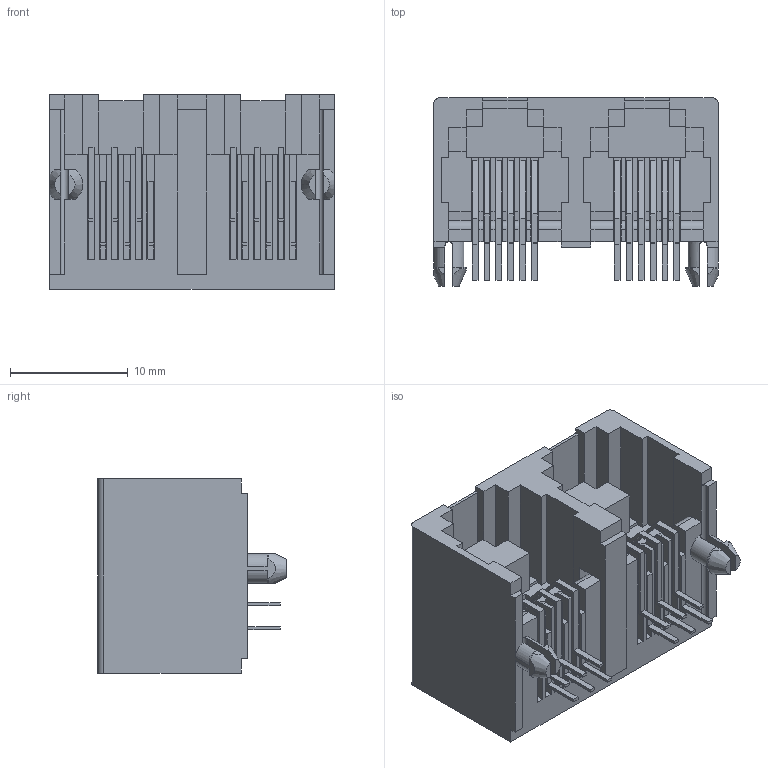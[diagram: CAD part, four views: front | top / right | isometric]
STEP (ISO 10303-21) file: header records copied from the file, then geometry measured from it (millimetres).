
FILE_DESCRIPTION((''),'2;1');
FILE_NAME('438146621','2019-02-28T',('gga'),(''),'PRO/ENGINEER BY PARAMETRIC TECHNOLOGY CORPORATION, 2016010','PRO/ENGINEER BY PARAMETRIC TECHNOLOGY CORPORATION, 2016010','');
FILE_SCHEMA(('CONFIG_CONTROL_DESIGN'));
Length unit declared in the file: inch
Products named in the file (1): 438146621
Bounding box: 24.13 x 16 x 16.51 mm (x, y, z)
Volume: 2947.1 mm3; surface area: 4019.6 mm2
Topology: 1 solids, 1 shells, 386 faces, 1136 edges, 772 vertices
Faces by surface type: plane 353, cylinder 29, cone 4
Entity records: 12699 total; most frequent: CARTESIAN_POINT 2361, ORIENTED_EDGE 2196, DIRECTION 1982, EDGE_CURVE 1098, VECTOR 1020, LINE 1020, VERTEX_POINT 724, AXIS2_PLACEMENT_3D 481
